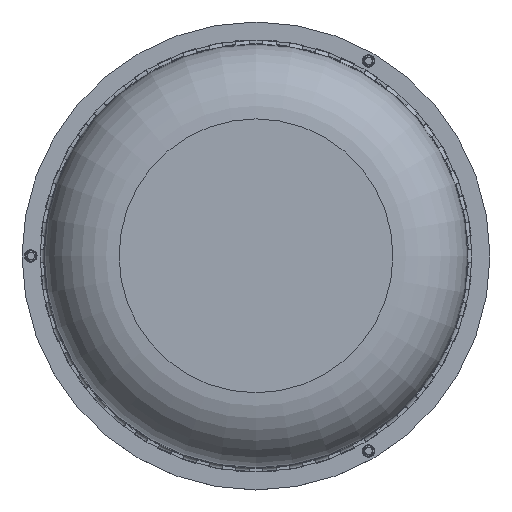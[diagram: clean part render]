
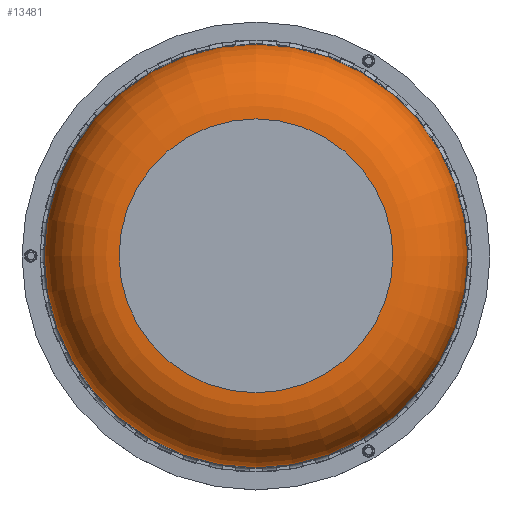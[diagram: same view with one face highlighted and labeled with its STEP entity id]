
A CAD part, top view. The second image highlights one B-rep face of the part: STEP entity #13481.
In plain terms, the highlighted toroidal (fillet/blend) face has major radius 1560 mm and minor radius 850 mm.
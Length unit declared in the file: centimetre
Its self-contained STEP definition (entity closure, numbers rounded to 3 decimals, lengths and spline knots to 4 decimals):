
#1254=TOROIDAL_SURFACE('',#15027,156.,85.);
#1948=FACE_OUTER_BOUND('',#2858,.T.);
#2858=EDGE_LOOP('',(#11917,#11918,#11919,#11920,#11921));
#5284=CIRCLE('',#15026,156.);
#5285=CIRCLE('',#15028,241.);
#5286=CIRCLE('',#15029,85.);
#5287=CIRCLE('',#15030,241.);
#6523=VERTEX_POINT('',#30341);
#6524=VERTEX_POINT('',#30344);
#6525=VERTEX_POINT('',#30345);
#8460=EDGE_CURVE('',#6523,#6523,#5284,.T.);
#8461=EDGE_CURVE('',#6524,#6525,#5285,.T.);
#8462=EDGE_CURVE('',#6524,#6523,#5286,.T.);
#8463=EDGE_CURVE('',#6525,#6524,#5287,.T.);
#11917=ORIENTED_EDGE('',*,*,#8461,.F.);
#11918=ORIENTED_EDGE('',*,*,#8462,.T.);
#11919=ORIENTED_EDGE('',*,*,#8460,.T.);
#11920=ORIENTED_EDGE('',*,*,#8462,.F.);
#11921=ORIENTED_EDGE('',*,*,#8463,.F.);
#13481=ADVANCED_FACE('',(#1948),#1254,.T.);
#15026=AXIS2_PLACEMENT_3D('',#30342,#18820,#18821);
#15027=AXIS2_PLACEMENT_3D('',#30343,#18822,#18823);
#15028=AXIS2_PLACEMENT_3D('',#30346,#18824,#18825);
#15029=AXIS2_PLACEMENT_3D('',#30347,#18826,#18827);
#15030=AXIS2_PLACEMENT_3D('',#30348,#18828,#18829);
#18820=DIRECTION('center_axis',(0.,0.,
-1.));
#18821=DIRECTION('ref_axis',(1.,0.,0.));
#18822=DIRECTION('center_axis',(0.,0.,
-1.));
#18823=DIRECTION('ref_axis',(0.,1.,0.));
#18824=DIRECTION('center_axis',(0.,0.,
-1.));
#18825=DIRECTION('ref_axis',(1.,0.,0.));
#18826=DIRECTION('center_axis',(-1.,0.,0.));
#18827=DIRECTION('ref_axis',(0.,-1.,0.));
#18828=DIRECTION('center_axis',(0.,0.,
-1.));
#18829=DIRECTION('ref_axis',(1.,0.,0.));
#30341=CARTESIAN_POINT('',(0.,-156.,610.));
#30342=CARTESIAN_POINT('Origin',(0.,0.,
610.));
#30343=CARTESIAN_POINT('Origin',(0.,0.,525.));
#30344=CARTESIAN_POINT('',(0.,-241.,525.));
#30345=CARTESIAN_POINT('',(241.,0.,525.));
#30346=CARTESIAN_POINT('Origin',(0.,0.,525.));
#30347=CARTESIAN_POINT('Origin',(0.,-156.,525.));
#30348=CARTESIAN_POINT('Origin',(0.,0.,525.));
